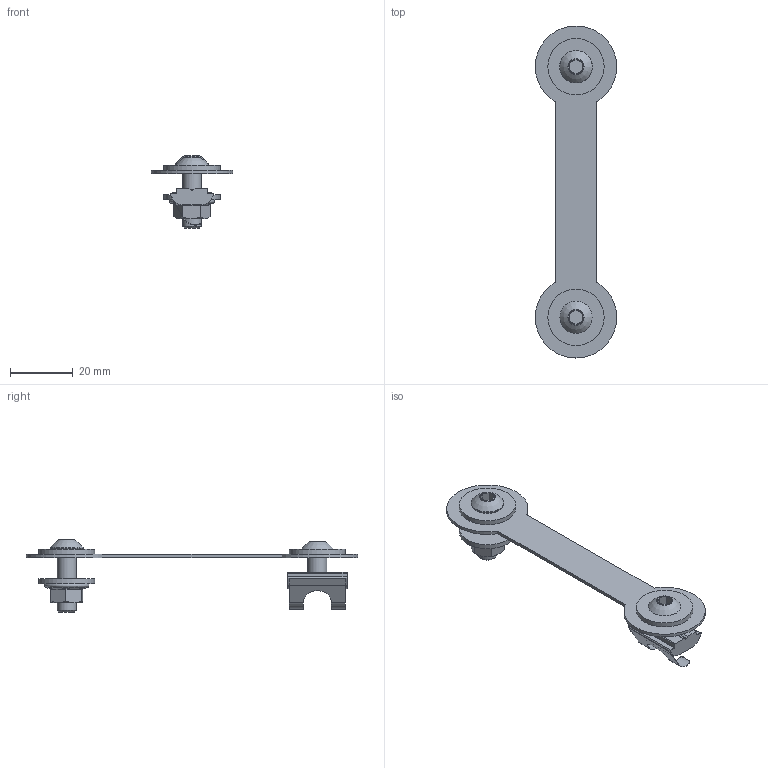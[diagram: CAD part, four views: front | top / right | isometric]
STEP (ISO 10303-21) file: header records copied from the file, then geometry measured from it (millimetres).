
FILE_DESCRIPTION(/* description */ ('KriTec_Potentialausgleich_10_ESD_Edelstahl_inkl_Befestigungssatz'),/* implementation_level */ '2;1');
FILE_NAME(/* name */ '13278_KriTec_Potentialausgleich_10_ESD_Edelstahl_inkl_Befestigungssatz.stp',/* time_stamp */ '2019-10-02T11:59:11+02:00',/* author */ ('Nell'),/* organization */ (''),/* preprocessor_version */ 'ST-DEVELOPER v17',/* originating_system */ 'Autodesk Inventor 2018',/* authorisation */ '');
FILE_SCHEMA (('AUTOMOTIVE_DESIGN { 1 0 10303 214 3 1 1 }'));
Length unit declared in the file: millimetre
Products named in the file (1): 13278
Bounding box: 26 x 106 x 23 mm (x, y, z)
Volume: 5466.4 mm3; surface area: 8151.1 mm2
Topology: 8 solids, 8 shells, 152 faces, 403 edges, 270 vertices
Faces by surface type: plane 91, cylinder 35, cone 13, bspline 8, torus 5
Full cylindrical faces by diameter (mm): 5 x2, 6 x3, 6.4 x3, 6.5 x2, 18 x3
Entity records: 6312 total; most frequent: CARTESIAN_POINT 2263, ORIENTED_EDGE 806, DIRECTION 786, EDGE_CURVE 403, AXIS2_PLACEMENT_3D 285, VERTEX_POINT 270, LINE 216, VECTOR 216
